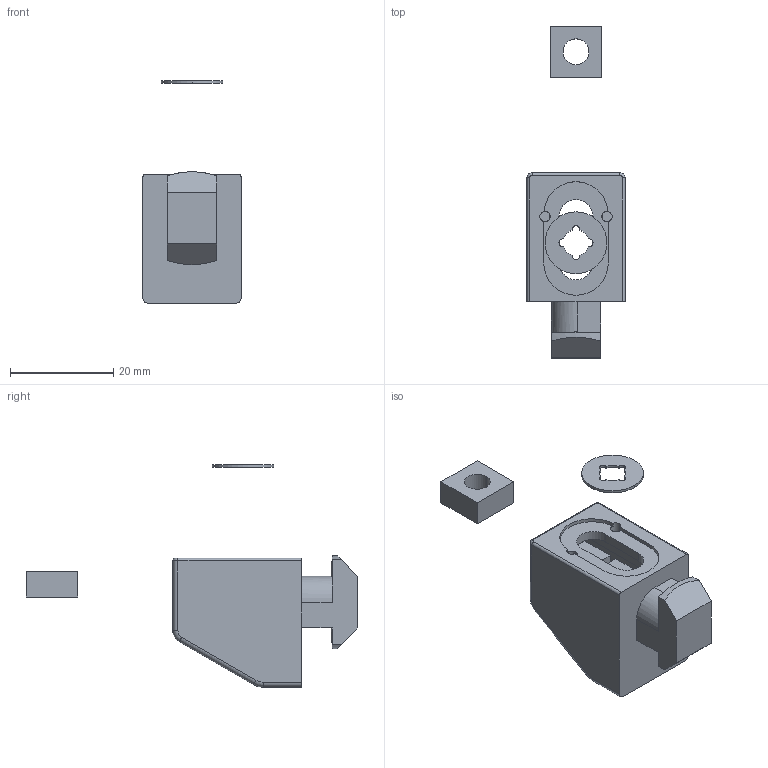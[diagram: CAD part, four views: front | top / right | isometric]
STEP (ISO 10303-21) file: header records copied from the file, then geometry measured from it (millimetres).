
FILE_DESCRIPTION (( 'STEP AP214' ), '1' );
FILE_NAME ('094008csm6.STEP', '2014-08-19T07:36:23', ( '' ), ( '' ), 'SwSTEP 2.0', 'SolidWorks 2014', '' );
FILE_SCHEMA (( 'AUTOMOTIVE_DESIGN' ));
Length unit declared in the file: millimetre
Products named in the file (4): 093166_093 166 SW; 340me320_340me320; 094008cs_Standard; 094008csm6
Assembly tree (3 placements, depth 2):
  094008csm6
    094008cs_Standard
    340me320_340me320
    093166_093 166 SW
Bounding box: 19 x 64.35 x 43.15 mm (x, y, z)
Volume: 6548.5 mm3; surface area: 5151.4 mm2
Topology: 3 solids, 3 shells, 128 faces, 337 edges, 218 vertices
Faces by surface type: plane 68, cylinder 48, torus 10, cone 2
Entity records: 4164 total; most frequent: CARTESIAN_POINT 736, DIRECTION 701, ORIENTED_EDGE 674, EDGE_CURVE 337, AXIS2_PLACEMENT_3D 239, VECTOR 223, LINE 223, VERTEX_POINT 218
